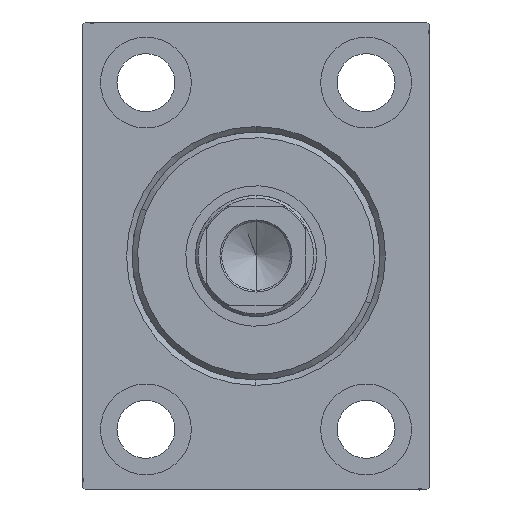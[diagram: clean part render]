
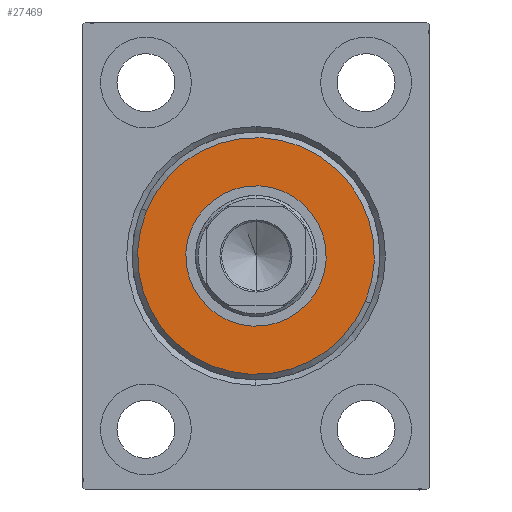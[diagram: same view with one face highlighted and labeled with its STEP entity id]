
A CAD part, left-side view. The second image highlights one B-rep face of the part: STEP entity #27469.
In plain terms, the highlighted face is planar.
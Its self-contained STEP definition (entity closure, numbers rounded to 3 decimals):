
#943 = EDGE_LOOP ( 'NONE', ( #20577, #41715 ) ) ;
#1382 = FACE_BOUND ( 'NONE', #28749, .T. ) ;
#1870 = CIRCLE ( 'NONE', #6823, 21.5 ) ;
#2526 = CARTESIAN_POINT ( 'NONE',  ( 3., 0., -12.75 ) ) ;
#3152 = DIRECTION ( 'NONE',  ( 1., 0., 0. ) ) ;
#4685 = DIRECTION ( 'NONE',  ( 0., 0., -1. ) ) ;
#4904 = DIRECTION ( 'NONE',  ( -1., 0., 0. ) ) ;
#6260 = VERTEX_POINT ( 'NONE', #11886 ) ;
#6752 = VERTEX_POINT ( 'NONE', #28536 ) ;
#6823 = AXIS2_PLACEMENT_3D ( 'NONE', #13104, #3152, #33907 ) ;
#8029 = CARTESIAN_POINT ( 'NONE',  ( 3., 0., 0. ) ) ;
#10588 = VERTEX_POINT ( 'NONE', #36629 ) ;
#11116 = CARTESIAN_POINT ( 'NONE',  ( 3., 0., 0. ) ) ;
#11886 = CARTESIAN_POINT ( 'NONE',  ( 3., 0., -21.5 ) ) ;
#13104 = CARTESIAN_POINT ( 'NONE',  ( 3., 0., 0. ) ) ;
#14166 = AXIS2_PLACEMENT_3D ( 'NONE', #8029, #35005, #35446 ) ;
#14803 = AXIS2_PLACEMENT_3D ( 'NONE', #11116, #4904, #4685 ) ;
#15736 = DIRECTION ( 'NONE',  ( -1., 0., 0. ) ) ;
#18167 = DIRECTION ( 'NONE',  ( 0., 0., -1. ) ) ;
#18205 = AXIS2_PLACEMENT_3D ( 'NONE', #26110, #15736, #29880 ) ;
#20577 = ORIENTED_EDGE ( 'NONE', *, *, #31124, .T. ) ;
#26110 = CARTESIAN_POINT ( 'NONE',  ( 3., 0., 0. ) ) ;
#26548 = ORIENTED_EDGE ( 'NONE', *, *, #35297, .T. ) ;
#27320 = ORIENTED_EDGE ( 'NONE', *, *, #40315, .T. ) ;
#27469 = ADVANCED_FACE ( 'NONE', ( #36574, #1382 ), #41215, .T. ) ;
#28263 = VERTEX_POINT ( 'NONE', #2526 ) ;
#28536 = CARTESIAN_POINT ( 'NONE',  ( 3., 0., 21.5 ) ) ;
#28749 = EDGE_LOOP ( 'NONE', ( #27320, #26548 ) ) ;
#29880 = DIRECTION ( 'NONE',  ( 0., 0., -1. ) ) ;
#31124 = EDGE_CURVE ( 'NONE', #6752, #6260, #1870, .T. ) ;
#33889 = CIRCLE ( 'NONE', #14803, 12.75 ) ;
#33907 = DIRECTION ( 'NONE',  ( 0., 0., -1. ) ) ;
#35005 = DIRECTION ( 'NONE',  ( 1., 0., 0. ) ) ;
#35297 = EDGE_CURVE ( 'NONE', #28263, #10588, #41537, .T. ) ;
#35446 = DIRECTION ( 'NONE',  ( 0., 0., -1. ) ) ;
#36079 = CIRCLE ( 'NONE', #14166, 21.5 ) ;
#36574 = FACE_OUTER_BOUND ( 'NONE', #943, .T. ) ;
#36629 = CARTESIAN_POINT ( 'NONE',  ( 3., 0., 12.75 ) ) ;
#38562 = CARTESIAN_POINT ( 'NONE',  ( 3., 0., 0. ) ) ;
#40315 = EDGE_CURVE ( 'NONE', #10588, #28263, #33889, .T. ) ;
#41215 = PLANE ( 'NONE',  #41401 ) ;
#41401 = AXIS2_PLACEMENT_3D ( 'NONE', #38562, #41433, #18167 ) ;
#41433 = DIRECTION ( 'NONE',  ( 1., 0., 0. ) ) ;
#41537 = CIRCLE ( 'NONE', #18205, 12.75 ) ;
#41715 = ORIENTED_EDGE ( 'NONE', *, *, #42172, .T. ) ;
#42172 = EDGE_CURVE ( 'NONE', #6260, #6752, #36079, .T. ) ;
